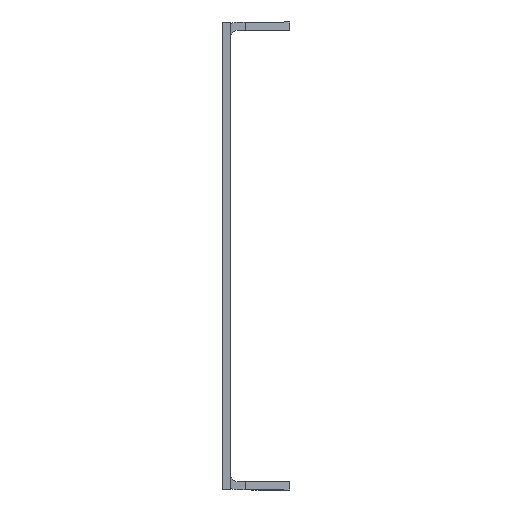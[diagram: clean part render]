
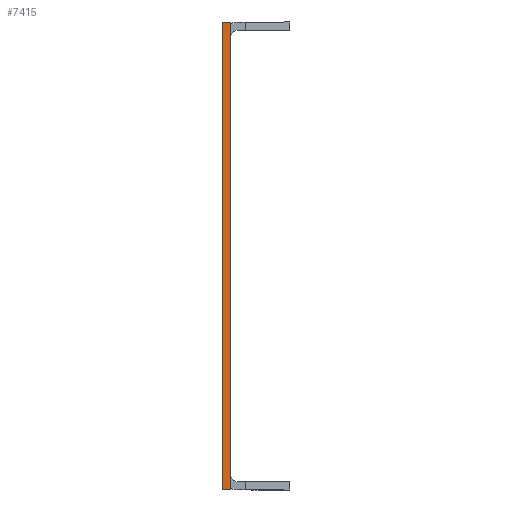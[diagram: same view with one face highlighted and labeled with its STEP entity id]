
A CAD part, left-side view. The second image highlights one B-rep face of the part: STEP entity #7415.
In plain terms, the highlighted planar face has unit normal (-1, 0, 0).
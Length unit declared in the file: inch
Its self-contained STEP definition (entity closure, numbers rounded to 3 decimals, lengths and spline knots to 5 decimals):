
#723 = VECTOR ( 'NONE', #10328, 39.37008 ) ;
#931 = EDGE_LOOP ( 'NONE', ( #10672, #9320, #8679, #8939 ) ) ;
#1140 = CARTESIAN_POINT ( 'NONE',  ( -9.5, -0.06, 1.74 ) ) ;
#1265 = VECTOR ( 'NONE', #2058, 39.37008 ) ;
#1464 = DIRECTION ( 'NONE',  ( 0., 0., 1. ) ) ;
#1685 = DIRECTION ( 'NONE',  ( -1., 0., 0. ) ) ;
#1715 = CARTESIAN_POINT ( 'NONE',  ( -9.5, -0.06, -1.74 ) ) ;
#1854 = LINE ( 'NONE', #6959, #723 ) ;
#2058 = DIRECTION ( 'NONE',  ( 0., 1., 0. ) ) ;
#2132 = VECTOR ( 'NONE', #5364, 39.37008 ) ;
#2329 = CARTESIAN_POINT ( 'NONE',  ( -9.5, 0., 1.74 ) ) ;
#2569 = PLANE ( 'NONE',  #6477 ) ;
#3174 = VERTEX_POINT ( 'NONE', #7170 ) ;
#3442 = DIRECTION ( 'NONE',  ( 0., 0., 1. ) ) ;
#3872 = VERTEX_POINT ( 'NONE', #2329 ) ;
#3896 = CARTESIAN_POINT ( 'NONE',  ( -9.5, -0.06, 1.74 ) ) ;
#4087 = EDGE_CURVE ( 'NONE', #8051, #3174, #1854, .T. ) ;
#4574 = LINE ( 'NONE', #5092, #6715 ) ;
#4742 = LINE ( 'NONE', #9017, #2132 ) ;
#4882 = LINE ( 'NONE', #1140, #1265 ) ;
#5092 = CARTESIAN_POINT ( 'NONE',  ( -9.5, -0.06, -1.74 ) ) ;
#5364 = DIRECTION ( 'NONE',  ( 0., 0., 1. ) ) ;
#6477 = AXIS2_PLACEMENT_3D ( 'NONE', #8836, #1685, #3442 ) ;
#6715 = VECTOR ( 'NONE', #1464, 39.37008 ) ;
#6959 = CARTESIAN_POINT ( 'NONE',  ( -9.5, -0.06, -1.74 ) ) ;
#7170 = CARTESIAN_POINT ( 'NONE',  ( -9.5, 0., -1.74 ) ) ;
#7415 = ADVANCED_FACE ( 'NONE', ( #11053 ), #2569, .T. ) ;
#7669 = EDGE_CURVE ( 'NONE', #7845, #3872, #4882, .T. ) ;
#7845 = VERTEX_POINT ( 'NONE', #3896 ) ;
#7973 = EDGE_CURVE ( 'NONE', #8051, #7845, #4574, .T. ) ;
#8051 = VERTEX_POINT ( 'NONE', #1715 ) ;
#8679 = ORIENTED_EDGE ( 'NONE', *, *, #7973, .T. ) ;
#8836 = CARTESIAN_POINT ( 'NONE',  ( -9.5, -0.06, -1.74 ) ) ;
#8939 = ORIENTED_EDGE ( 'NONE', *, *, #7669, .T. ) ;
#9017 = CARTESIAN_POINT ( 'NONE',  ( -9.5, 0., -1.74 ) ) ;
#9320 = ORIENTED_EDGE ( 'NONE', *, *, #4087, .F. ) ;
#10328 = DIRECTION ( 'NONE',  ( 0., 1., 0. ) ) ;
#10672 = ORIENTED_EDGE ( 'NONE', *, *, #11171, .F. ) ;
#11053 = FACE_OUTER_BOUND ( 'NONE', #931, .T. ) ;
#11171 = EDGE_CURVE ( 'NONE', #3174, #3872, #4742, .T. ) ;
